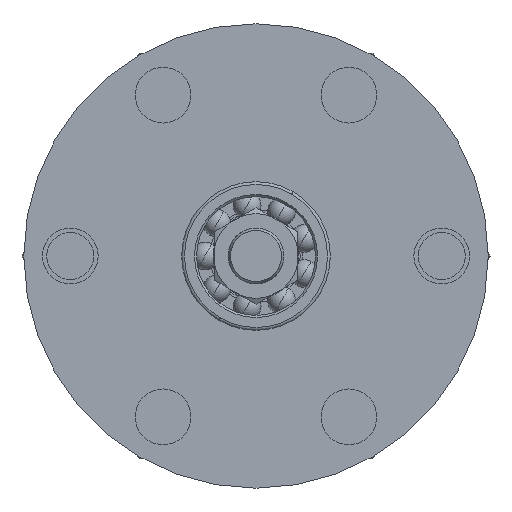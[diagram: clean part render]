
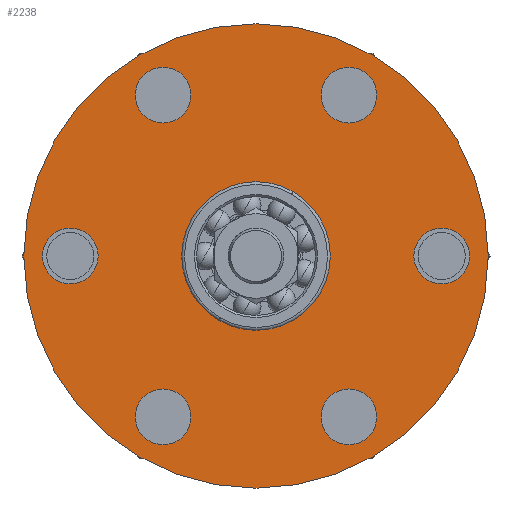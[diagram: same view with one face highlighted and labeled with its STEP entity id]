
A CAD part, front view. The second image highlights one B-rep face of the part: STEP entity #2238.
In plain terms, the highlighted planar face has unit normal (0, -1, 0).
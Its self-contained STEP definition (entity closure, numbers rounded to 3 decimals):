
#844=FACE_BOUND('',#3685,.F.);
#845=FACE_BOUND('',#3686,.F.);
#846=FACE_BOUND('',#3687,.F.);
#847=FACE_BOUND('',#3688,.F.);
#848=FACE_BOUND('',#3689,.F.);
#849=FACE_BOUND('',#3690,.F.);
#850=FACE_BOUND('',#3691,.F.);
#997=PLANE('',#15312);
#2238=ADVANCED_FACE('',(#844,#845,#846,#847,#848,#849,#850,#2911),#997,.T.);
#2911=FACE_OUTER_BOUND('',#3692,.F.);
#3685=EDGE_LOOP('',(#6293,#6294));
#3686=EDGE_LOOP('',(#6295,#6296));
#3687=EDGE_LOOP('',(#6297,#6298));
#3688=EDGE_LOOP('',(#6299,#6300));
#3689=EDGE_LOOP('',(#6301,#6302));
#3690=EDGE_LOOP('',(#6303,#6304));
#3691=EDGE_LOOP('',(#6305,#6306));
#3692=EDGE_LOOP('',(#6307,#6308));
#6293=ORIENTED_EDGE('',*,*,#11140,.T.);
#6294=ORIENTED_EDGE('',*,*,#11139,.T.);
#6295=ORIENTED_EDGE('',*,*,#11148,.T.);
#6296=ORIENTED_EDGE('',*,*,#11147,.T.);
#6297=ORIENTED_EDGE('',*,*,#11156,.T.);
#6298=ORIENTED_EDGE('',*,*,#11155,.T.);
#6299=ORIENTED_EDGE('',*,*,#11162,.T.);
#6300=ORIENTED_EDGE('',*,*,#11161,.T.);
#6301=ORIENTED_EDGE('',*,*,#11152,.T.);
#6302=ORIENTED_EDGE('',*,*,#11151,.T.);
#6303=ORIENTED_EDGE('',*,*,#11144,.T.);
#6304=ORIENTED_EDGE('',*,*,#11143,.T.);
#6305=ORIENTED_EDGE('',*,*,#11136,.T.);
#6306=ORIENTED_EDGE('',*,*,#11135,.T.);
#6307=ORIENTED_EDGE('',*,*,#11168,.F.);
#6308=ORIENTED_EDGE('',*,*,#11164,.F.);
#11135=EDGE_CURVE('',#13132,#13131,#12121,.T.);
#11136=EDGE_CURVE('',#13131,#13132,#12122,.T.);
#11139=EDGE_CURVE('',#13128,#13127,#12125,.T.);
#11140=EDGE_CURVE('',#13127,#13128,#12126,.T.);
#11143=EDGE_CURVE('',#13124,#13123,#12129,.T.);
#11144=EDGE_CURVE('',#13123,#13124,#12130,.T.);
#11147=EDGE_CURVE('',#13120,#13119,#12133,.T.);
#11148=EDGE_CURVE('',#13119,#13120,#12134,.T.);
#11151=EDGE_CURVE('',#13116,#13115,#12137,.T.);
#11152=EDGE_CURVE('',#13115,#13116,#12138,.T.);
#11155=EDGE_CURVE('',#13112,#13111,#12141,.T.);
#11156=EDGE_CURVE('',#13111,#13112,#12142,.T.);
#11161=EDGE_CURVE('',#13106,#13105,#12147,.T.);
#11162=EDGE_CURVE('',#13105,#13106,#12148,.T.);
#11164=EDGE_CURVE('',#13102,#13101,#12150,.T.);
#11168=EDGE_CURVE('',#13101,#13102,#12152,.T.);
#12121=CIRCLE('',#15267,6.);
#12122=CIRCLE('',#15268,6.);
#12125=CIRCLE('',#15271,6.);
#12126=CIRCLE('',#15272,6.);
#12129=CIRCLE('',#15275,6.);
#12130=CIRCLE('',#15276,6.);
#12133=CIRCLE('',#15279,6.);
#12134=CIRCLE('',#15280,6.);
#12137=CIRCLE('',#15283,6.);
#12138=CIRCLE('',#15284,6.);
#12141=CIRCLE('',#15287,6.);
#12142=CIRCLE('',#15288,6.);
#12147=CIRCLE('',#15293,16.);
#12148=CIRCLE('',#15294,16.);
#12150=CIRCLE('',#15296,50.);
#12152=CIRCLE('',#15298,50.);
#13101=VERTEX_POINT('',#23251);
#13102=VERTEX_POINT('',#23252);
#13105=VERTEX_POINT('',#23255);
#13106=VERTEX_POINT('',#23256);
#13111=VERTEX_POINT('',#23261);
#13112=VERTEX_POINT('',#23262);
#13115=VERTEX_POINT('',#23265);
#13116=VERTEX_POINT('',#23266);
#13119=VERTEX_POINT('',#23269);
#13120=VERTEX_POINT('',#23270);
#13123=VERTEX_POINT('',#23273);
#13124=VERTEX_POINT('',#23274);
#13127=VERTEX_POINT('',#23277);
#13128=VERTEX_POINT('',#23278);
#13131=VERTEX_POINT('',#23281);
#13132=VERTEX_POINT('',#23282);
#15267=AXIS2_PLACEMENT_3D('',#23283,#18498,#18499);
#15268=AXIS2_PLACEMENT_3D('',#23284,#18500,#18501);
#15271=AXIS2_PLACEMENT_3D('',#23287,#18506,#18507);
#15272=AXIS2_PLACEMENT_3D('',#23288,#18508,#18509);
#15275=AXIS2_PLACEMENT_3D('',#23291,#18514,#18515);
#15276=AXIS2_PLACEMENT_3D('',#23292,#18516,#18517);
#15279=AXIS2_PLACEMENT_3D('',#23295,#18522,#18523);
#15280=AXIS2_PLACEMENT_3D('',#23296,#18524,#18525);
#15283=AXIS2_PLACEMENT_3D('',#23299,#18530,#18531);
#15284=AXIS2_PLACEMENT_3D('',#23300,#18532,#18533);
#15287=AXIS2_PLACEMENT_3D('',#23303,#18538,#18539);
#15288=AXIS2_PLACEMENT_3D('',#23304,#18540,#18541);
#15293=AXIS2_PLACEMENT_3D('',#23309,#18550,#18551);
#15294=AXIS2_PLACEMENT_3D('',#23310,#18552,#18553);
#15296=AXIS2_PLACEMENT_3D('',#23312,#18556,#18557);
#15298=AXIS2_PLACEMENT_3D('',#23316,#18562,#18563);
#15312=AXIS2_PLACEMENT_3D('',#23350,#18610,#18611);
#18498=DIRECTION('',(0.,-1.,0.));
#18499=DIRECTION('',(-0.5,0.,-0.866));
#18500=DIRECTION('',(0.,-1.,0.));
#18501=DIRECTION('',(0.5,0.,0.866));
#18506=DIRECTION('',(0.,-1.,0.));
#18507=DIRECTION('',(0.5,0.,-0.866));
#18508=DIRECTION('',(0.,-1.,0.));
#18509=DIRECTION('',(-0.5,0.,0.866));
#18514=DIRECTION('',(0.,-1.,0.));
#18515=DIRECTION('',(1.,0.,0.));
#18516=DIRECTION('',(0.,-1.,0.));
#18517=DIRECTION('',(-1.,0.,0.));
#18522=DIRECTION('',(0.,-1.,0.));
#18523=DIRECTION('',(0.5,0.,0.866));
#18524=DIRECTION('',(0.,-1.,0.));
#18525=DIRECTION('',(-0.5,0.,-0.866));
#18530=DIRECTION('',(0.,-1.,0.));
#18531=DIRECTION('',(-0.5,0.,0.866));
#18532=DIRECTION('',(0.,-1.,0.));
#18533=DIRECTION('',(0.5,0.,-0.866));
#18538=DIRECTION('',(0.,-1.,0.));
#18539=DIRECTION('',(-1.,0.,0.));
#18540=DIRECTION('',(0.,-1.,0.));
#18541=DIRECTION('',(1.,0.,0.));
#18550=DIRECTION('',(0.,-1.,0.));
#18551=DIRECTION('',(-0.866,0.,-0.5));
#18552=DIRECTION('',(0.,-1.,0.));
#18553=DIRECTION('',(0.866,0.,0.5));
#18556=DIRECTION('',(0.,-1.,0.));
#18557=DIRECTION('',(0.866,0.,-0.5));
#18562=DIRECTION('',(0.,-1.,0.));
#18563=DIRECTION('',(-0.866,0.,0.5));
#18610=DIRECTION('',(0.,-1.,0.));
#18611=DIRECTION('',(0.5,0.,0.866));
#23251=CARTESIAN_POINT('',(-43.301,-72.5,
-4.5));
#23252=CARTESIAN_POINT('',(43.301,-72.5,
-54.5));
#23255=CARTESIAN_POINT('',(13.856,-72.5,
-21.5));
#23256=CARTESIAN_POINT('',(-13.856,-72.5,
-37.5));
#23261=CARTESIAN_POINT('',(-34.,-72.5,
-29.5));
#23262=CARTESIAN_POINT('',(-46.,-72.5,
-29.5));
#23265=CARTESIAN_POINT('',(-17.,-72.5,
-0.055));
#23266=CARTESIAN_POINT('',(-23.,-72.5,
10.337));
#23269=CARTESIAN_POINT('',(17.,-72.5,
-0.055));
#23270=CARTESIAN_POINT('',(23.,-72.5,
10.337));
#23273=CARTESIAN_POINT('',(34.,-72.5,
-29.5));
#23274=CARTESIAN_POINT('',(46.,-72.5,
-29.5));
#23277=CARTESIAN_POINT('',(17.,-72.5,
-58.945));
#23278=CARTESIAN_POINT('',(23.,-72.5,
-69.337));
#23281=CARTESIAN_POINT('',(-17.,-72.5,
-58.945));
#23282=CARTESIAN_POINT('',(-23.,-72.5,
-69.337));
#23283=CARTESIAN_POINT('',(-20.,-72.5,
-64.141));
#23284=CARTESIAN_POINT('',(-20.,-72.5,
-64.141));
#23287=CARTESIAN_POINT('',(20.,-72.5,
-64.141));
#23288=CARTESIAN_POINT('',(20.,-72.5,
-64.141));
#23291=CARTESIAN_POINT('',(40.,-72.5,
-29.5));
#23292=CARTESIAN_POINT('',(40.,-72.5,
-29.5));
#23295=CARTESIAN_POINT('',(20.,-72.5,
5.141));
#23296=CARTESIAN_POINT('',(20.,-72.5,
5.141));
#23299=CARTESIAN_POINT('',(-20.,-72.5,
5.141));
#23300=CARTESIAN_POINT('',(-20.,-72.5,
5.141));
#23303=CARTESIAN_POINT('',(-40.,-72.5,
-29.5));
#23304=CARTESIAN_POINT('',(-40.,-72.5,
-29.5));
#23309=CARTESIAN_POINT('',(0.,-72.5,-29.5));
#23310=CARTESIAN_POINT('',(0.,-72.5,-29.5));
#23312=CARTESIAN_POINT('',(0.,-72.5,-29.5));
#23316=CARTESIAN_POINT('',(0.,-72.5,-29.5));
#23350=CARTESIAN_POINT('',(18.667,-72.5,
-99.167));
